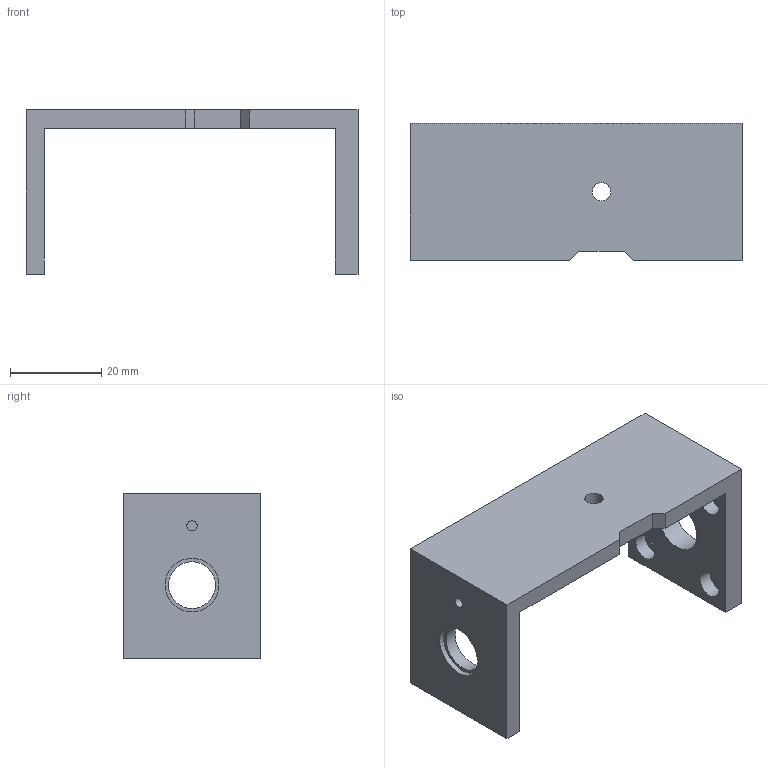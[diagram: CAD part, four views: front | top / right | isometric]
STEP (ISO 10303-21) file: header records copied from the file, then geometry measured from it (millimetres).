
FILE_DESCRIPTION(/* description */ (''),/* implementation_level */ '2;1');
FILE_NAME(/* name */ 'Firing_Mech_Bracket_V1.step',/* time_stamp */ '2022-01-25T23:45:00+00:00',/* author */ (''),/* organization */ (''),/* preprocessor_version */ 'ST-DEVELOPER v18.1',/* originating_system */ 'Autodesk Translation Framework v10.13.0.1454',/* authorisation */ '');
FILE_SCHEMA (('AUTOMOTIVE_DESIGN { 1 0 10303 214 3 1 1 }'));
Length unit declared in the file: millimetre
Products named in the file (1): Firing_Mech_Bracket
Bounding box: 72.8 x 30 x 36 mm (x, y, z)
Volume: 15914.5 mm3; surface area: 9769.9 mm2
Topology: 1 solids, 1 shells, 35 faces, 81 edges, 54 vertices
Faces by surface type: plane 22, cylinder 13
Full cylindrical faces by diameter (mm): 2.25 x1, 3.25 x4, 4 x1, 5.75 x4, 10.25 x1, 11.75 x1, 12 x1
Entity records: 1062 total; most frequent: DIRECTION 179, CARTESIAN_POINT 171, ORIENTED_EDGE 162, EDGE_CURVE 81, AXIS2_PLACEMENT_3D 62, EDGE_LOOP 55, LINE 55, VECTOR 55
